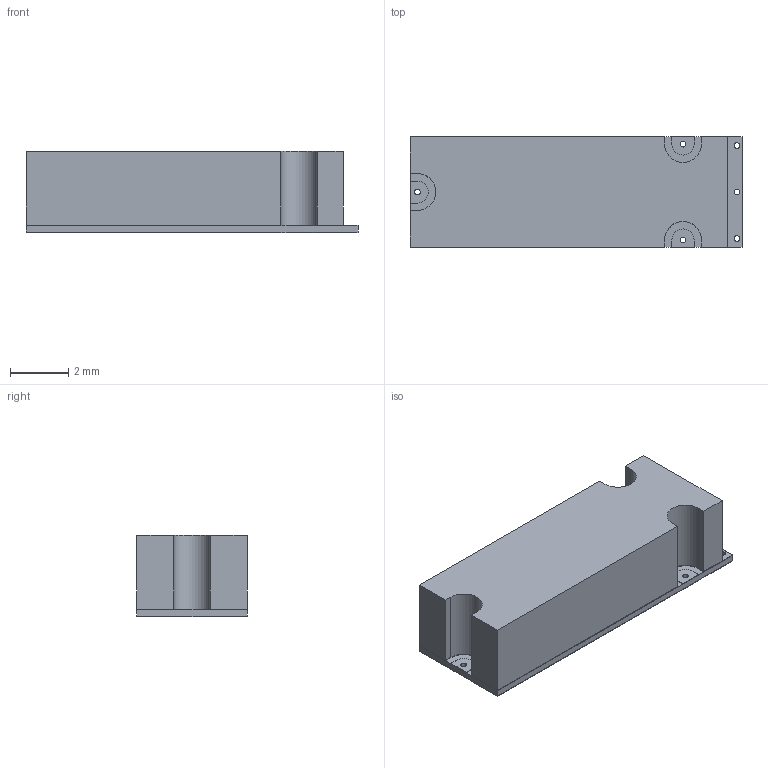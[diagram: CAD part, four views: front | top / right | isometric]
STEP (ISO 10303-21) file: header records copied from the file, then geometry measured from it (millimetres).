
FILE_DESCRIPTION((''),'2;1');
FILE_NAME('MARKI-MICROWAVE_BTSLM-PDLSM.stp','2014-05-14T15:21:57',(''),(''),'Mechanical Desktop 2011','Mechanical Desktop 2011',', , ');
FILE_SCHEMA(('AUTOMOTIVE_DESIGN { 1 2 10303 214 1 1 1 1 }'));
Length unit declared in the file: millimetre
Products named in the file (1): Product
Bounding box: 11.43 x 3.81 x 2.79 mm (x, y, z)
Volume: 109.4 mm3; surface area: 424.6 mm2
Topology: 10 solids, 10 shells, 132 faces, 336 edges, 224 vertices
Faces by surface type: plane 75, cylinder 51, bspline 6
Entity records: 4124 total; most frequent: CARTESIAN_POINT 711, DIRECTION 692, ORIENTED_EDGE 672, EDGE_CURVE 336, VECTOR 234, LINE 234, AXIS2_PLACEMENT_3D 229, VERTEX_POINT 224
